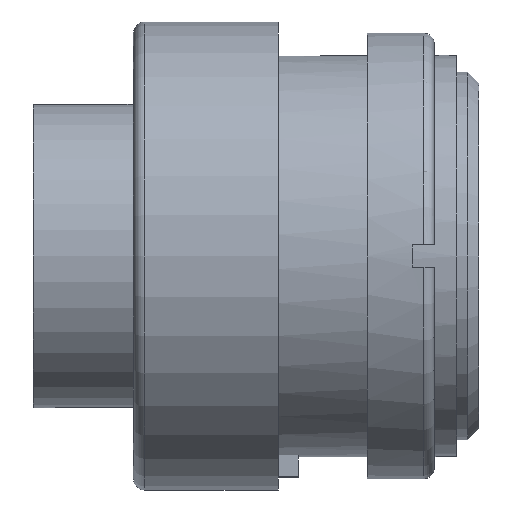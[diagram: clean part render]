
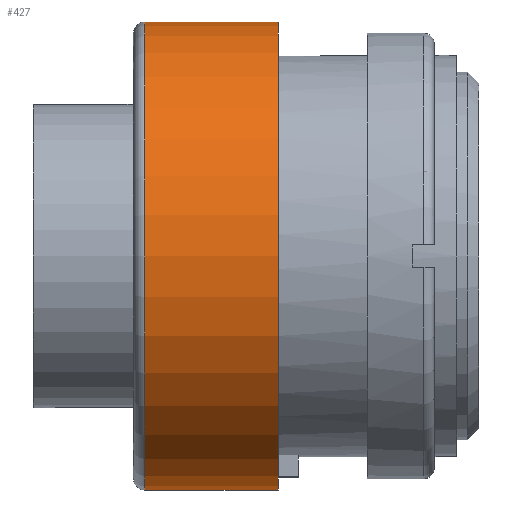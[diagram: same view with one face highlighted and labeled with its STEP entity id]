
A CAD part, front view. The second image highlights one B-rep face of the part: STEP entity #427.
In plain terms, the highlighted cylindrical face has radius 10.5 mm (diameter 21 mm), a full revolution.
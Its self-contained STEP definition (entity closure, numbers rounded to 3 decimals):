
#169=FACE_BOUND('',#648,.T.);
#170=FACE_BOUND('',#649,.T.);
#283=CYLINDRICAL_SURFACE('',#1721,10.5);
#319=CIRCLE('',#1703,10.5);
#330=CIRCLE('',#1720,10.5);
#427=ADVANCED_FACE('',(#169,#170),#283,.T.);
#648=EDGE_LOOP('',(#848));
#649=EDGE_LOOP('',(#849));
#848=ORIENTED_EDGE('',*,*,#1384,.T.);
#849=ORIENTED_EDGE('',*,*,#1367,.T.);
#1217=VERTEX_POINT('',#2421);
#1232=VERTEX_POINT('',#2459);
#1367=EDGE_CURVE('',#1217,#1217,#319,.T.);
#1384=EDGE_CURVE('',#1232,#1232,#330,.T.);
#1703=AXIS2_PLACEMENT_3D('',#2420,#1928,#1929);
#1720=AXIS2_PLACEMENT_3D('',#2458,#1968,#1969);
#1721=AXIS2_PLACEMENT_3D('',#2460,#1970,#1971);
#1928=DIRECTION('',(-1.,0.,0.));
#1929=DIRECTION('',(0.,0.,-1.));
#1968=DIRECTION('',(1.,0.,0.));
#1969=DIRECTION('',(0.,0.,1.));
#1970=DIRECTION('',(1.,0.,0.));
#1971=DIRECTION('',(0.,0.,-1.));
#2420=CARTESIAN_POINT('',(6.5,0.,0.));
#2421=CARTESIAN_POINT('',(6.5,0.,-10.5));
#2458=CARTESIAN_POINT('',(0.5,0.,0.));
#2459=CARTESIAN_POINT('',(0.5,0.,10.5));
#2460=CARTESIAN_POINT('',(0.,0.,0.));
